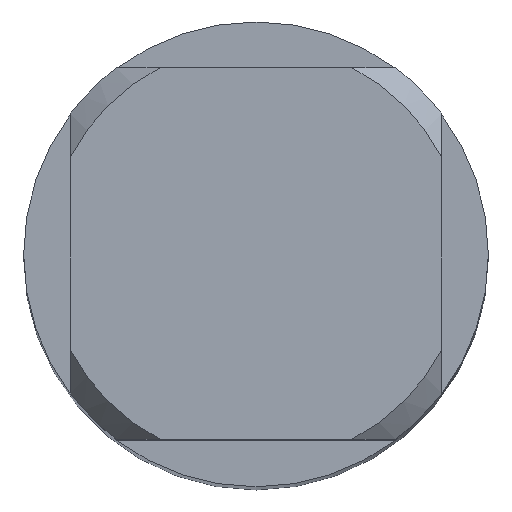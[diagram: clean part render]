
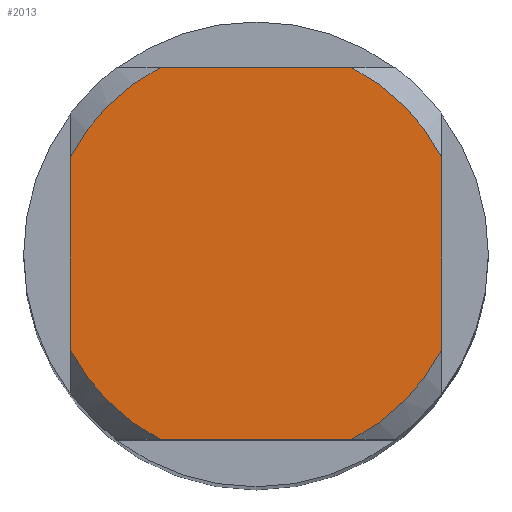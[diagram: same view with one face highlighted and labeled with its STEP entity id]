
A CAD part, top view. The second image highlights one B-rep face of the part: STEP entity #2013.
In plain terms, the highlighted planar face has unit normal (0, 0, 1).
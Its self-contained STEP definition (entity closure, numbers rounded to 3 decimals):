
#1969=EDGE_CURVE('',#2281,#3947,#4672,.T.);
#2013=ADVANCED_FACE('',(#4720),#4721,.T.);
#2075=VERTEX_POINT('',#4789);
#2159=EDGE_CURVE('',#3167,#2075,#4879,.T.);
#2185=VERTEX_POINT('',#4907);
#2281=VERTEX_POINT('',#5012);
#2295=EDGE_CURVE('',#3625,#2075,#5027,.T.);
#2779=EDGE_CURVE('',#2281,#3797,#5560,.T.);
#2817=EDGE_CURVE('',#3167,#3947,#5599,.T.);
#2917=EDGE_CURVE('',#3223,#2185,#5707,.T.);
#2947=EDGE_CURVE('',#3223,#3797,#5738,.T.);
#3167=VERTEX_POINT('',#5977);
#3223=VERTEX_POINT('',#6041);
#3499=EDGE_CURVE('',#3625,#2185,#6346,.T.);
#3625=VERTEX_POINT('',#6480);
#3797=VERTEX_POINT('',#6660);
#3947=VERTEX_POINT('',#6823);
#4672=LINE('',#8527,#8528);
#4720=FACE_OUTER_BOUND('',#8664,.T.);
#4721=PLANE('',#8665);
#4789=CARTESIAN_POINT('',(2.062,-4.0,0.0));
#4879=LINE('',#9063,#9064);
#4907=CARTESIAN_POINT('',(4.0,2.062,0.0));
#5012=CARTESIAN_POINT('',(-4.0,2.062,0.0));
#5027=CIRCLE('',#9430,4.5);
#5560=CIRCLE('',#10803,4.5);
#5599=CIRCLE('',#10890,4.5);
#5707=CIRCLE('',#11105,4.5);
#5738=LINE('',#11152,#11153);
#5977=CARTESIAN_POINT('',(-2.062,-4.0,0.0));
#6041=CARTESIAN_POINT('',(2.062,4.0,0.0));
#6346=LINE('',#12605,#12606);
#6480=CARTESIAN_POINT('',(4.0,-2.062,0.0));
#6660=CARTESIAN_POINT('',(-2.062,4.0,0.0));
#6823=CARTESIAN_POINT('',(-4.0,-2.062,0.0));
#8527=CARTESIAN_POINT('',(-4.0,1.125,0.0));
#8528=VECTOR('',#14596,1.0);
#8664=EDGE_LOOP('',(#14641,#14642,#14643,#14644,#14645,#14646,#14647,#14648));
#8665=AXIS2_PLACEMENT_3D('',#14649,#14650,#14651);
#9063=CARTESIAN_POINT('',(0.0,-4.0,0.0));
#9064=VECTOR('',#14794,1.0);
#9430=AXIS2_PLACEMENT_3D('',#14952,#14953,#14954);
#10803=AXIS2_PLACEMENT_3D('',#15605,#15606,#15607);
#10890=AXIS2_PLACEMENT_3D('',#15627,#15628,#15629);
#11105=AXIS2_PLACEMENT_3D('',#15750,#15751,#15752);
#11152=CARTESIAN_POINT('',(0.0,4.0,0.0));
#11153=VECTOR('',#15777,1.0);
#12605=CARTESIAN_POINT('',(4.0,1.125,0.0));
#12606=VECTOR('',#16402,1.0);
#14596=DIRECTION('',(-0.0,-1.0,0.0));
#14641=ORIENTED_EDGE('',*,*,#1969,.T.);
#14642=ORIENTED_EDGE('',*,*,#2817,.F.);
#14643=ORIENTED_EDGE('',*,*,#2159,.T.);
#14644=ORIENTED_EDGE('',*,*,#2295,.F.);
#14645=ORIENTED_EDGE('',*,*,#3499,.T.);
#14646=ORIENTED_EDGE('',*,*,#2917,.F.);
#14647=ORIENTED_EDGE('',*,*,#2947,.T.);
#14648=ORIENTED_EDGE('',*,*,#2779,.F.);
#14649=CARTESIAN_POINT('',(0.0,2.25,0.0));
#14650=DIRECTION('',(-0.0,0.0,1.0));
#14651=DIRECTION('',(0.0,-1.0,0.0));
#14794=DIRECTION('',(1.0,0.0,0.0));
#14952=CARTESIAN_POINT('',(0.0,0.0,0.0));
#14953=DIRECTION('',(0.0,0.0,-1.0));
#14954=DIRECTION('',(0.0,1.0,0.0));
#15605=CARTESIAN_POINT('',(0.0,0.0,0.0));
#15606=DIRECTION('',(0.0,0.0,-1.0));
#15607=DIRECTION('',(0.0,1.0,0.0));
#15627=CARTESIAN_POINT('',(0.0,0.0,0.0));
#15628=DIRECTION('',(0.0,0.0,-1.0));
#15629=DIRECTION('',(0.0,1.0,0.0));
#15750=CARTESIAN_POINT('',(0.0,0.0,0.0));
#15751=DIRECTION('',(0.0,0.0,-1.0));
#15752=DIRECTION('',(0.0,1.0,0.0));
#15777=DIRECTION('',(-1.0,0.0,0.0));
#16402=DIRECTION('',(-0.0,1.0,0.0));
